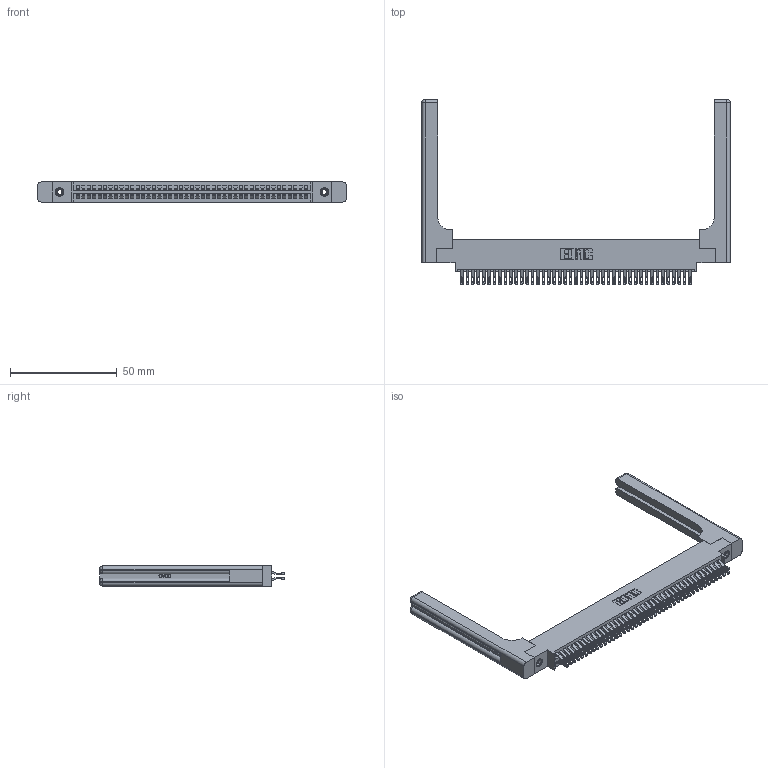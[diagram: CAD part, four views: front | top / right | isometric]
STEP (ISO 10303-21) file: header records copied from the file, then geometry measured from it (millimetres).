
FILE_DESCRIPTION (( 'STEP AP203' ), '1' );
FILE_NAME ('345-086-555-858.STEP', '2019-11-01T08:44:26', ( '' ), ( '' ), 'SwSTEP 2.0', 'SolidWorks 2016', '' );
FILE_SCHEMA (( 'CONFIG_CONTROL_DESIGN' ));
Length unit declared in the file: inch
Products named in the file (5): 345-250-001_345-250-001-102; 345-292-001_555 Tail; 345-086-555-858; 345-220-058_345-220-058; 345 Part_0.170 Offset - 0.156 Dia-TH
Assembly tree (91 placements, depth 2):
  345-086-555-858
    345 Part_0.170 Offset - 0.156 Dia-TH
    345-292-001_555 Tail  x86
    345-250-001_345-250-001-102  x2
    345-220-058_345-220-058  x2
Bounding box: 144.25 x 86.41 x 9.4 mm (x, y, z)
Volume: 22632.7 mm3; surface area: 27016.6 mm2
Topology: 91 solids, 91 shells, 5202 faces, 16241 edges, 10806 vertices
Faces by surface type: plane 2898, cylinder 2244, bspline 36, cone 12, sphere 8, torus 4
Entity records: 39244 total; most frequent: CARTESIAN_POINT 7607, ORIENTED_EDGE 6308, DIRECTION 5606, EDGE_CURVE 3154, LINE 2738, VECTOR 2738, VERTEX_POINT 2094, AXIS2_PLACEMENT_3D 1434
